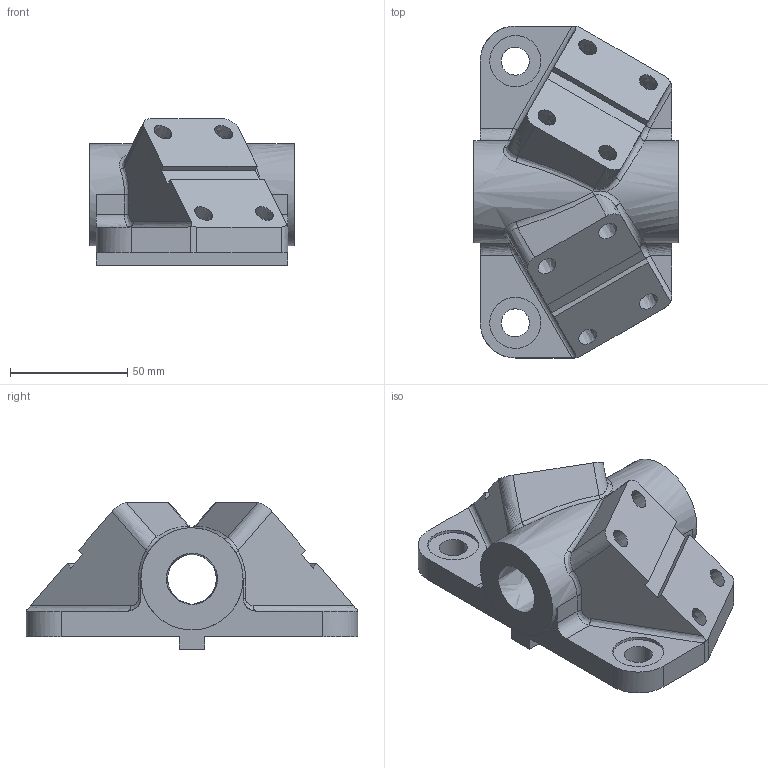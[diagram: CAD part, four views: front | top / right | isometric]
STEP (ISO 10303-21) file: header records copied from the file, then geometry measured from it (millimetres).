
FILE_DESCRIPTION(('FreeCAD Model'),'2;1');
FILE_NAME('Open CASCADE Shape Model','2025-05-09T20:29:26',('FreeCAD'),( 'FreeCAD'),'Open CASCADE STEP processor 7.6','FreeCAD','Unknown');
FILE_SCHEMA(('AUTOMOTIVE_DESIGN { 1 0 10303 214 1 1 1 1 }'));
Length unit declared in the file: millimetre
Products named in the file (1): Open CASCADE STEP translator 7.6 1
Bounding box: 87.01 x 141.4 x 62.46 mm (x, y, z)
Volume: 292287.1 mm3; surface area: 47773.1 mm2
Topology: 1 solids, 1 shells, 90 faces, 246 edges, 159 vertices
Faces by surface type: bspline 90
Entity records: 3156 total; most frequent: CARTESIAN_POINT 1744, ORIENTED_EDGE 492, EDGE_CURVE 246, VERTEX_POINT 159, B_SPLINE_CURVE_WITH_KNOTS 143, FACE_BOUND 113, EDGE_LOOP 113, ADVANCED_FACE 90
